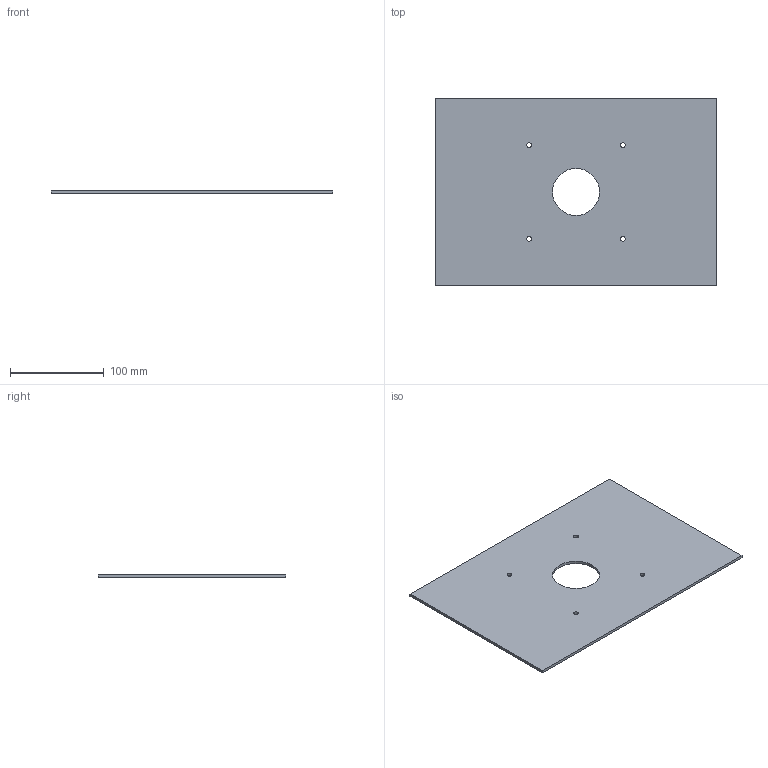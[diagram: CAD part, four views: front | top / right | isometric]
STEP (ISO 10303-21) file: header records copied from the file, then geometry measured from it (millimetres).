
FILE_DESCRIPTION(/* description */ ('STEP AP214'),/* implementation_level */ '2;1');
FILE_NAME(/* name */ '68c019d7b7269222db66bb54',/* time_stamp */ '2025-09-09T12:13:13Z',/* author */ (''),/* organization */ (''),/* preprocessor_version */ 'ST-DEVELOPER v20',/* originating_system */ 'ONSHAPE BY PTC INC, 1.203',/* authorisation */ ' ');
FILE_SCHEMA (('AUTOMOTIVE_DESIGN {1 0 10303 214 3 1 1}'));
Length unit declared in the file: metre
Products named in the file (1): Part 1
Bounding box: 300 x 200 x 3 mm (x, y, z)
Volume: 173873.9 mm3; surface area: 119575.7 mm2
Topology: 1 solids, 1 shells, 11 faces, 27 edges, 18 vertices
Faces by surface type: plane 6, cylinder 5
Full cylindrical faces by diameter (mm): 5 x4, 50 x1
Entity records: 356 total; most frequent: DIRECTION 56, CARTESIAN_POINT 52, ORIENTED_EDGE 44, EDGE_LOOP 26, FACE_BOUND 26, EDGE_CURVE 22, AXIS2_PLACEMENT_3D 22, VERTEX_POINT 18
